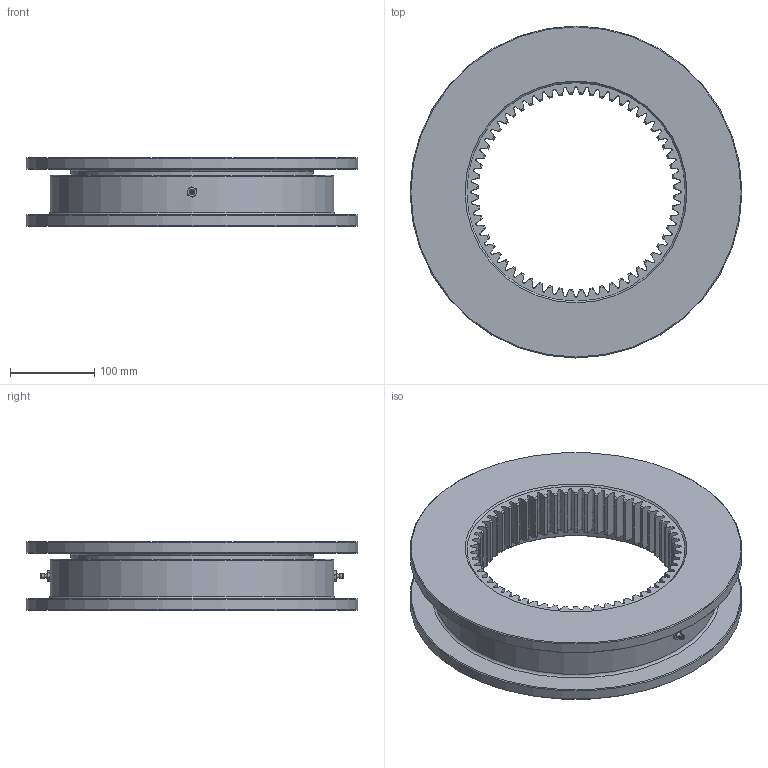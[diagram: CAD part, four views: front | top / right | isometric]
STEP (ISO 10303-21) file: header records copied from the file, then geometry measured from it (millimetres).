
FILE_DESCRIPTION (( 'STEP AP214' ), '1' );
FILE_NAME ('I.400.22.00.A-T.STEP', '2020-05-13T08:43:41', ( '' ), ( '' ), 'SwSTEP 2.0', 'SolidWorks 2016', '' );
FILE_SCHEMA (( 'AUTOMOTIVE_DESIGN' ));
Length unit declared in the file: millimetre
Products named in the file (5): I.400.22.00.A-T - IR; Grease nipple M10x1mm; I.400.22.00.A-T - OR; Ball D22; I.400.22.00.A-T
Assembly tree (34 placements, depth 2):
  I.400.22.00.A-T
    I.400.22.00.A-T - IR
    I.400.22.00.A-T - OR
    Ball D22  x30
    Grease nipple M10x1mm  x2
Bounding box: 395 x 395 x 82 mm (x, y, z)
Volume: 3952463 mm3; surface area: 603601.2 mm2
Topology: 34 solids, 34 shells, 370 faces, 1022 edges, 666 vertices
Faces by surface type: cone 162, cylinder 76, bspline 60, sphere 30, plane 28, torus 14
Full cylindrical faces by diameter (mm): 3 x2, 5 x2, 9 x2, 10 x2, 280 x1, 288.5 x2, 291.5 x2, 338 x1, 395 x2
Entity records: 24862 total; most frequent: CARTESIAN_POINT 17271, ORIENTED_EDGE 1648, DIRECTION 1316, EDGE_CURVE 824, AXIS2_PLACEMENT_3D 595, VERTEX_POINT 562, B_SPLINE_CURVE_WITH_KNOTS 394, EDGE_LOOP 368
